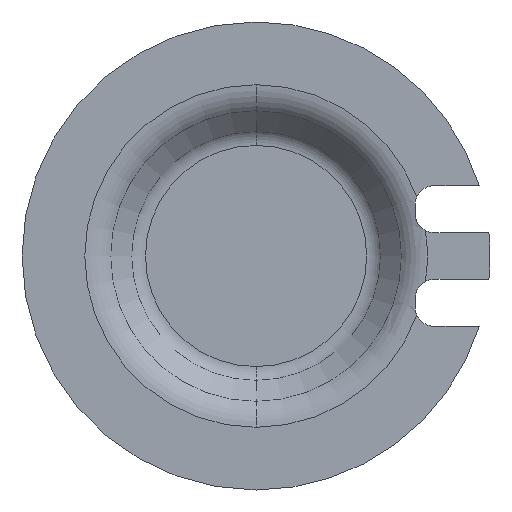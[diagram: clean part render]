
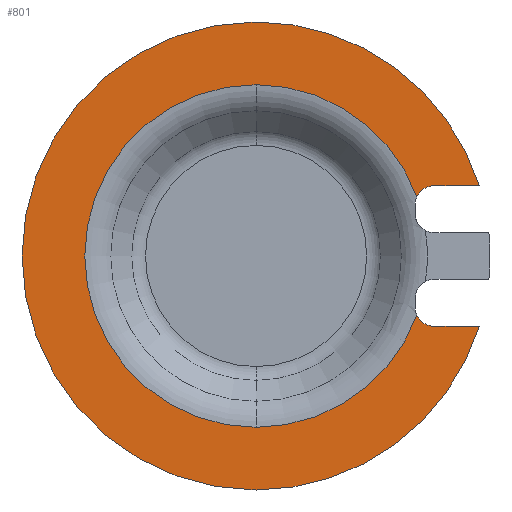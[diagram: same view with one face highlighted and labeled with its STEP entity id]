
A CAD part, front view. The second image highlights one B-rep face of the part: STEP entity #801.
In plain terms, the highlighted planar face has unit normal (0, -1, 0).
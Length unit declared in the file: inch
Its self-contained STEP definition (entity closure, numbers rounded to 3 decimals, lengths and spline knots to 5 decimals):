
#13 = DIRECTION ( 'NONE',  ( 0., -1., 0. ) ) ;
#19 = CARTESIAN_POINT ( 'NONE',  ( -0.00267, 0.28391, 0. ) ) ;
#28 = DIRECTION ( 'NONE',  ( 0., 0., -1. ) ) ;
#33 = DIRECTION ( 'NONE',  ( 0., 0., 1. ) ) ;
#46 = CARTESIAN_POINT ( 'NONE',  ( -0.00267, 0.28391, 0.0915 ) ) ;
#51 = CARTESIAN_POINT ( 'NONE',  ( 0.0832, 0.28391, 0.0316 ) ) ;
#61 = ORIENTED_EDGE ( 'NONE', *, *, #427, .F. ) ;
#70 = CARTESIAN_POINT ( 'NONE',  ( 0.09232, 0.28391, 0.0375 ) ) ;
#99 = CIRCLE ( 'NONE', #318, 0.12499 ) ;
#117 = VERTEX_POINT ( 'NONE', #690 ) ;
#119 = EDGE_CURVE ( 'NONE', #798, #812, #859, .T. ) ;
#125 = CARTESIAN_POINT ( 'NONE',  ( -0.00267, 0.28391, 0.12499 ) ) ;
#128 = CARTESIAN_POINT ( 'NONE',  ( 0.0832, 0.28391, -0.0316 ) ) ;
#141 = DIRECTION ( 'NONE',  ( 0., 0., 1. ) ) ;
#145 = VERTEX_POINT ( 'NONE', #515 ) ;
#149 = CIRCLE ( 'NONE', #826, 0.0915 ) ;
#153 = AXIS2_PLACEMENT_3D ( 'NONE', #195, #1044, #33 ) ;
#195 = CARTESIAN_POINT ( 'NONE',  ( -0.00267, 0.28391, 0. ) ) ;
#204 = EDGE_CURVE ( 'NONE', #322, #786, #332, .T. ) ;
#211 = VECTOR ( 'NONE', #559, 39.37008 ) ;
#213 = VERTEX_POINT ( 'NONE', #125 ) ;
#218 = LINE ( 'NONE', #1056, #211 ) ;
#225 = CARTESIAN_POINT ( 'NONE',  ( 0.09232, 0.28391, 0.0375 ) ) ;
#231 = DIRECTION ( 'NONE',  ( -1., 0., 0. ) ) ;
#236 = DIRECTION ( 'NONE',  ( 0., 1., 0. ) ) ;
#237 = CARTESIAN_POINT ( 'NONE',  ( 0.11656, 0.28391, 0.0375 ) ) ;
#249 = CIRCLE ( 'NONE', #1004, 0.12499 ) ;
#257 = ORIENTED_EDGE ( 'NONE', *, *, #204, .F. ) ;
#312 = DIRECTION ( 'NONE',  ( 0., 0., 1. ) ) ;
#313 = VERTEX_POINT ( 'NONE', #237 ) ;
#318 = AXIS2_PLACEMENT_3D ( 'NONE', #1007, #931, #415 ) ;
#319 = CARTESIAN_POINT ( 'NONE',  ( -0.00267, 0.28391, 0. ) ) ;
#322 = VERTEX_POINT ( 'NONE', #225 ) ;
#332 = CIRCLE ( 'NONE', #950, 0.01 ) ;
#336 = VECTOR ( 'NONE', #231, 39.37008 ) ;
#347 = ORIENTED_EDGE ( 'NONE', *, *, #811, .T. ) ;
#348 = CARTESIAN_POINT ( 'NONE',  ( -0.00267, 0.28391, -0.0915 ) ) ;
#372 = DIRECTION ( 'NONE',  ( 0., 1., 0. ) ) ;
#376 = CARTESIAN_POINT ( 'NONE',  ( 0.09232, 0.28391, 0.0275 ) ) ;
#382 = AXIS2_PLACEMENT_3D ( 'NONE', #939, #13, #1009 ) ;
#396 = PLANE ( 'NONE',  #915 ) ;
#415 = DIRECTION ( 'NONE',  ( 0., 0., 1. ) ) ;
#427 = EDGE_CURVE ( 'NONE', #145, #117, #99, .T. ) ;
#440 = AXIS2_PLACEMENT_3D ( 'NONE', #637, #974, #312 ) ;
#495 = DIRECTION ( 'NONE',  ( 0., 0., 1. ) ) ;
#515 = CARTESIAN_POINT ( 'NONE',  ( 0.11656, 0.28391, -0.0375 ) ) ;
#522 = ORIENTED_EDGE ( 'NONE', *, *, #119, .F. ) ;
#559 = DIRECTION ( 'NONE',  ( 1., 0., 0. ) ) ;
#564 = EDGE_CURVE ( 'NONE', #213, #313, #1021, .T. ) ;
#607 = DIRECTION ( 'NONE',  ( 0., 0., 1. ) ) ;
#613 = ORIENTED_EDGE ( 'NONE', *, *, #667, .F. ) ;
#637 = CARTESIAN_POINT ( 'NONE',  ( -0.00267, 0.28391, 0. ) ) ;
#654 = DIRECTION ( 'NONE',  ( 0., 0., 1. ) ) ;
#660 = ORIENTED_EDGE ( 'NONE', *, *, #756, .T. ) ;
#662 = CARTESIAN_POINT ( 'NONE',  ( 0.08883, 0.28391, 0. ) ) ;
#667 = EDGE_CURVE ( 'NONE', #812, #145, #218, .T. ) ;
#690 = CARTESIAN_POINT ( 'NONE',  ( -0.00267, 0.28391, -0.12499 ) ) ;
#692 = EDGE_CURVE ( 'NONE', #313, #322, #805, .T. ) ;
#716 = DIRECTION ( 'NONE',  ( 0., -1., 0. ) ) ;
#738 = CARTESIAN_POINT ( 'NONE',  ( -0.00267, 0.28391, 0. ) ) ;
#756 = EDGE_CURVE ( 'NONE', #765, #786, #998, .T. ) ;
#765 = VERTEX_POINT ( 'NONE', #46 ) ;
#770 = EDGE_CURVE ( 'NONE', #117, #213, #249, .T. ) ;
#786 = VERTEX_POINT ( 'NONE', #51 ) ;
#798 = VERTEX_POINT ( 'NONE', #128 ) ;
#801 = ADVANCED_FACE ( 'NONE', ( #817 ), #396, .F. ) ;
#805 = LINE ( 'NONE', #70, #336 ) ;
#811 = EDGE_CURVE ( 'NONE', #922, #765, #149, .T. ) ;
#812 = VERTEX_POINT ( 'NONE', #926 ) ;
#816 = ORIENTED_EDGE ( 'NONE', *, *, #1041, .T. ) ;
#817 = FACE_OUTER_BOUND ( 'NONE', #1078, .T. ) ;
#826 = AXIS2_PLACEMENT_3D ( 'NONE', #738, #1072, #654 ) ;
#839 = CIRCLE ( 'NONE', #983, 0.0915 ) ;
#859 = CIRCLE ( 'NONE', #382, 0.01 ) ;
#915 = AXIS2_PLACEMENT_3D ( 'NONE', #662, #993, #495 ) ;
#922 = VERTEX_POINT ( 'NONE', #348 ) ;
#926 = CARTESIAN_POINT ( 'NONE',  ( 0.09232, 0.28391, -0.0375 ) ) ;
#931 = DIRECTION ( 'NONE',  ( 0., 1., 0. ) ) ;
#939 = CARTESIAN_POINT ( 'NONE',  ( 0.09232, 0.28391, -0.0275 ) ) ;
#950 = AXIS2_PLACEMENT_3D ( 'NONE', #376, #716, #28 ) ;
#953 = ORIENTED_EDGE ( 'NONE', *, *, #692, .F. ) ;
#974 = DIRECTION ( 'NONE',  ( 0., 1., 0. ) ) ;
#983 = AXIS2_PLACEMENT_3D ( 'NONE', #19, #372, #607 ) ;
#993 = DIRECTION ( 'NONE',  ( 0., 1., 0. ) ) ;
#998 = CIRCLE ( 'NONE', #440, 0.0915 ) ;
#1004 = AXIS2_PLACEMENT_3D ( 'NONE', #319, #236, #141 ) ;
#1005 = ORIENTED_EDGE ( 'NONE', *, *, #770, .F. ) ;
#1007 = CARTESIAN_POINT ( 'NONE',  ( -0.00267, 0.28391, 0. ) ) ;
#1009 = DIRECTION ( 'NONE',  ( 0., 0., -1. ) ) ;
#1021 = CIRCLE ( 'NONE', #153, 0.12499 ) ;
#1041 = EDGE_CURVE ( 'NONE', #798, #922, #839, .T. ) ;
#1044 = DIRECTION ( 'NONE',  ( 0., 1., 0. ) ) ;
#1056 = CARTESIAN_POINT ( 'NONE',  ( 0.09232, 0.28391, -0.0375 ) ) ;
#1072 = DIRECTION ( 'NONE',  ( 0., 1., 0. ) ) ;
#1078 = EDGE_LOOP ( 'NONE', ( #816, #347, #660, #257, #953, #1088, #1005, #61, #613, #522 ) ) ;
#1088 = ORIENTED_EDGE ( 'NONE', *, *, #564, .F. ) ;
